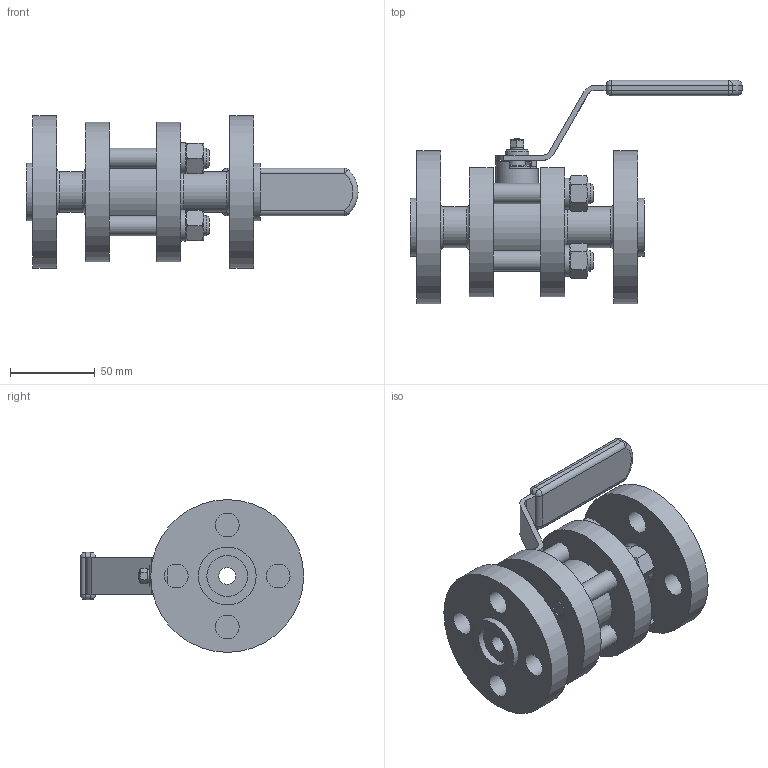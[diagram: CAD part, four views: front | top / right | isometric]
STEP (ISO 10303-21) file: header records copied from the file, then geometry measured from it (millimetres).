
FILE_DESCRIPTION(('STEP AP203'), '1');
FILE_NAME('ÔÁ39.210.010.000 - Êðàí øàðîâîé DN10 PN40', '', ('UNSPECIFIED'), ('UNSPECIFIED'), 'ASCON STEP Converter 1.6', 'ASCON Math Kernel', '');
FILE_SCHEMA(('CONFIG_CONTROL_DESIGN'));
Length unit declared in the file: millimetre
Products named in the file (1): 埡39.210.010.000
Bounding box: 195.5 x 131.5 x 90 mm (x, y, z)
Volume: 420945.5 mm3; surface area: 93597.8 mm2
Topology: 1 solids, 1 shells, 302 faces, 726 edges, 444 vertices
Faces by surface type: plane 156, cylinder 87, cone 37, torus 12, sphere 10
Full cylindrical faces by diameter (mm): 3.8 x1, 5 x2, 5.1 x1, 7.8 x1, 10 x5, 10.106 x4, 12 x13, 14 x9, 15 x2, 16 x1, 17 x1, 18 x1, 24 x4, 25 x1, 34 x2, 44 x1, 90 x2
Entity records: 13363 total; most frequent: CARTESIAN_POINT 4211, DIRECTION 1428, ORIENTED_EDGE 1250, EDGE_CURVE 625, AXIS2_PLACEMENT_3D 608, EDGE_LOOP 461, VERTEX_POINT 444, FACE_BOUND 327
